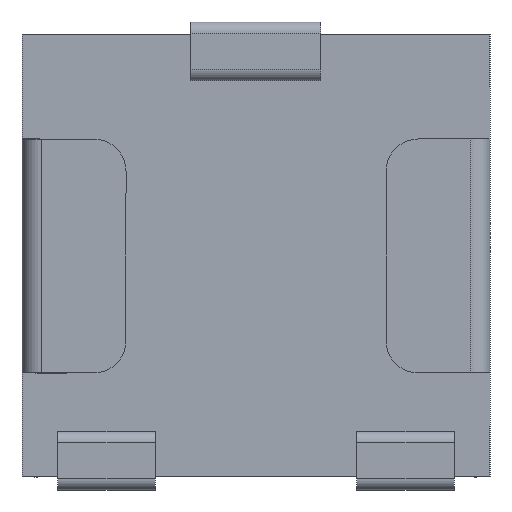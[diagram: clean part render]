
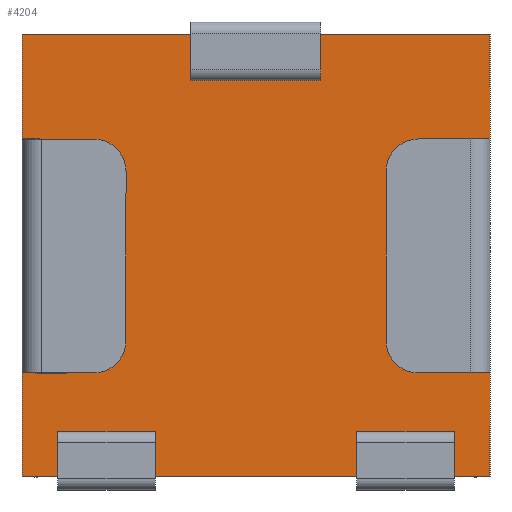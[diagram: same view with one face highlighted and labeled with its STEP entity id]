
A CAD part, front view. The second image highlights one B-rep face of the part: STEP entity #4204.
In plain terms, the highlighted planar face has unit normal (0, -1, 0).
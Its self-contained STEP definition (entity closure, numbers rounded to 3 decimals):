
#34 = LINE ( 'NONE', #3599, #2372 ) ;
#64 = VECTOR ( 'NONE', #974, 1000. ) ;
#71 = DIRECTION ( 'NONE',  ( 0., 0., 1. ) ) ;
#102 = EDGE_CURVE ( 'NONE', #259, #4045, #3407, .T. ) ;
#134 = CIRCLE ( 'NONE', #4383, 0.25 ) ;
#146 = VECTOR ( 'NONE', #3847, 1000. ) ;
#259 = VERTEX_POINT ( 'NONE', #2381 ) ;
#285 = ORIENTED_EDGE ( 'NONE', *, *, #2433, .T. ) ;
#331 = DIRECTION ( 'NONE',  ( 0., 0., -1. ) ) ;
#346 = VERTEX_POINT ( 'NONE', #555 ) ;
#358 = ORIENTED_EDGE ( 'NONE', *, *, #4372, .F. ) ;
#461 = ORIENTED_EDGE ( 'NONE', *, *, #3130, .F. ) ;
#476 = VERTEX_POINT ( 'NONE', #4445 ) ;
#477 = CARTESIAN_POINT ( 'NONE',  ( -1.8, 0.1, -0.9 ) ) ;
#555 = CARTESIAN_POINT ( 'NONE',  ( 1.8, 0.1, 1.7 ) ) ;
#557 = DIRECTION ( 'NONE',  ( 0., 0., 1. ) ) ;
#586 = CARTESIAN_POINT ( 'NONE',  ( 1.25, 0.1, 0.65 ) ) ;
#587 = ORIENTED_EDGE ( 'NONE', *, *, #4205, .T. ) ;
#637 = CIRCLE ( 'NONE', #1549, 0.25 ) ;
#666 = DIRECTION ( 'NONE',  ( 0., 1., 0. ) ) ;
#737 = CARTESIAN_POINT ( 'NONE',  ( -1.8, 0.1, 1.7 ) ) ;
#756 = CARTESIAN_POINT ( 'NONE',  ( -1.8, 0.1, 1.7 ) ) ;
#785 = VECTOR ( 'NONE', #1186, 1000. ) ;
#840 = EDGE_CURVE ( 'NONE', #3456, #4699, #849, .T. ) ;
#849 = LINE ( 'NONE', #4241, #64 ) ;
#852 = DIRECTION ( 'NONE',  ( -1., 0., 0. ) ) ;
#860 = VERTEX_POINT ( 'NONE', #3908 ) ;
#956 = LINE ( 'NONE', #3639, #1060 ) ;
#974 = DIRECTION ( 'NONE',  ( 0., 0., 1. ) ) ;
#989 = VECTOR ( 'NONE', #3966, 1000. ) ;
#1059 = EDGE_CURVE ( 'NONE', #4045, #860, #2516, .T. ) ;
#1060 = VECTOR ( 'NONE', #331, 1000. ) ;
#1108 = CARTESIAN_POINT ( 'NONE',  ( 1., 0.1, -0.65 ) ) ;
#1140 = VERTEX_POINT ( 'NONE', #1174 ) ;
#1174 = CARTESIAN_POINT ( 'NONE',  ( -1., 0.1, -0.65 ) ) ;
#1186 = DIRECTION ( 'NONE',  ( 0., 0., -1. ) ) ;
#1280 = LINE ( 'NONE', #3296, #3176 ) ;
#1298 = ORIENTED_EDGE ( 'NONE', *, *, #2239, .T. ) ;
#1305 = CARTESIAN_POINT ( 'NONE',  ( 1.7, 0.1, 0.9 ) ) ;
#1358 = LINE ( 'NONE', #2395, #3196 ) ;
#1405 = EDGE_CURVE ( 'NONE', #3420, #476, #134, .T. ) ;
#1444 = DIRECTION ( 'NONE',  ( -1., 0., 0. ) ) ;
#1469 = AXIS2_PLACEMENT_3D ( 'NONE', #1612, #4095, #2679 ) ;
#1513 = LINE ( 'NONE', #3950, #989 ) ;
#1525 = VERTEX_POINT ( 'NONE', #2190 ) ;
#1549 = AXIS2_PLACEMENT_3D ( 'NONE', #4493, #2305, #71 ) ;
#1612 = CARTESIAN_POINT ( 'NONE',  ( 1.25, 0.1, -0.65 ) ) ;
#1628 = ORIENTED_EDGE ( 'NONE', *, *, #840, .T. ) ;
#1669 = CARTESIAN_POINT ( 'NONE',  ( 1.8, 0.1, 0.9 ) ) ;
#1679 = LINE ( 'NONE', #1305, #146 ) ;
#1710 = LINE ( 'NONE', #3140, #4166 ) ;
#1740 = ORIENTED_EDGE ( 'NONE', *, *, #2973, .T. ) ;
#1802 = VECTOR ( 'NONE', #1444, 1000. ) ;
#1884 = DIRECTION ( 'NONE',  ( -1., 0., 0. ) ) ;
#1892 = DIRECTION ( 'NONE',  ( 1., 0., 0. ) ) ;
#1911 = VERTEX_POINT ( 'NONE', #3963 ) ;
#2020 = ORIENTED_EDGE ( 'NONE', *, *, #102, .T. ) ;
#2047 = EDGE_LOOP ( 'NONE', ( #4597, #2726, #3565, #4219, #3826, #285, #1740, #1298, #461, #2054, #358, #4534, #2020, #2124, #587, #1628 ) ) ;
#2054 = ORIENTED_EDGE ( 'NONE', *, *, #3421, .F. ) ;
#2124 = ORIENTED_EDGE ( 'NONE', *, *, #1059, .T. ) ;
#2190 = CARTESIAN_POINT ( 'NONE',  ( -1.25, 0.1, 0.9 ) ) ;
#2203 = LINE ( 'NONE', #4443, #4037 ) ;
#2239 = EDGE_CURVE ( 'NONE', #2370, #4105, #956, .T. ) ;
#2282 = VERTEX_POINT ( 'NONE', #1108 ) ;
#2305 = DIRECTION ( 'NONE',  ( 0., -1., 0. ) ) ;
#2370 = VERTEX_POINT ( 'NONE', #737 ) ;
#2372 = VECTOR ( 'NONE', #2828, 1000. ) ;
#2381 = CARTESIAN_POINT ( 'NONE',  ( -1.25, 0.1, -0.9 ) ) ;
#2395 = CARTESIAN_POINT ( 'NONE',  ( -1.8, 0.1, 1.7 ) ) ;
#2402 = CARTESIAN_POINT ( 'NONE',  ( -1.25, 0.1, -0.65 ) ) ;
#2419 = CARTESIAN_POINT ( 'NONE',  ( 1.8, 0.1, -0.9 ) ) ;
#2426 = CARTESIAN_POINT ( 'NONE',  ( 1.8, 0.1, -1.7 ) ) ;
#2427 = AXIS2_PLACEMENT_3D ( 'NONE', #4661, #666, #2455 ) ;
#2433 = EDGE_CURVE ( 'NONE', #4189, #346, #1710, .T. ) ;
#2444 = DIRECTION ( 'NONE',  ( 0., 0., -1. ) ) ;
#2455 = DIRECTION ( 'NONE',  ( 0., 0., 1. ) ) ;
#2516 = LINE ( 'NONE', #756, #785 ) ;
#2679 = DIRECTION ( 'NONE',  ( 0., 0., 1. ) ) ;
#2726 = ORIENTED_EDGE ( 'NONE', *, *, #3354, .F. ) ;
#2828 = DIRECTION ( 'NONE',  ( 0., 0., -1. ) ) ;
#2845 = VECTOR ( 'NONE', #1884, 1000. ) ;
#2943 = CARTESIAN_POINT ( 'NONE',  ( -1.7, 0.1, -0.9 ) ) ;
#2946 = FACE_OUTER_BOUND ( 'NONE', #2047, .T. ) ;
#2957 = CIRCLE ( 'NONE', #1469, 0.25 ) ;
#2973 = EDGE_CURVE ( 'NONE', #346, #2370, #1358, .T. ) ;
#3015 = CARTESIAN_POINT ( 'NONE',  ( 1.25, 0.1, 0.9 ) ) ;
#3130 = EDGE_CURVE ( 'NONE', #1525, #4105, #3136, .T. ) ;
#3136 = LINE ( 'NONE', #3253, #1802 ) ;
#3140 = CARTESIAN_POINT ( 'NONE',  ( 1.8, 0.1, 1.7 ) ) ;
#3176 = VECTOR ( 'NONE', #4739, 1000. ) ;
#3196 = VECTOR ( 'NONE', #852, 1000. ) ;
#3218 = PLANE ( 'NONE',  #2427 ) ;
#3225 = EDGE_CURVE ( 'NONE', #3969, #4699, #2203, .T. ) ;
#3253 = CARTESIAN_POINT ( 'NONE',  ( -1.7, 0.1, 0.9 ) ) ;
#3296 = CARTESIAN_POINT ( 'NONE',  ( -1., 0.1, 0.65 ) ) ;
#3354 = EDGE_CURVE ( 'NONE', #2282, #3969, #2957, .T. ) ;
#3407 = LINE ( 'NONE', #2943, #2845 ) ;
#3420 = VERTEX_POINT ( 'NONE', #3015 ) ;
#3421 = EDGE_CURVE ( 'NONE', #1911, #1525, #637, .T. ) ;
#3446 = DIRECTION ( 'NONE',  ( 0., -1., 0. ) ) ;
#3456 = VERTEX_POINT ( 'NONE', #2426 ) ;
#3565 = ORIENTED_EDGE ( 'NONE', *, *, #4231, .F. ) ;
#3599 = CARTESIAN_POINT ( 'NONE',  ( 1., 0.1, 0.65 ) ) ;
#3639 = CARTESIAN_POINT ( 'NONE',  ( -1.8, 0.1, 1.7 ) ) ;
#3826 = ORIENTED_EDGE ( 'NONE', *, *, #4741, .T. ) ;
#3847 = DIRECTION ( 'NONE',  ( 1., 0., 0. ) ) ;
#3873 = CARTESIAN_POINT ( 'NONE',  ( -1.8, 0.1, 0.9 ) ) ;
#3899 = DIRECTION ( 'NONE',  ( 0., 0., -1. ) ) ;
#3908 = CARTESIAN_POINT ( 'NONE',  ( -1.8, 0.1, -1.7 ) ) ;
#3950 = CARTESIAN_POINT ( 'NONE',  ( -1.8, 0.1, -1.7 ) ) ;
#3963 = CARTESIAN_POINT ( 'NONE',  ( -1., 0.1, 0.65 ) ) ;
#3966 = DIRECTION ( 'NONE',  ( 1., 0., 0. ) ) ;
#3969 = VERTEX_POINT ( 'NONE', #4113 ) ;
#4037 = VECTOR ( 'NONE', #1892, 1000. ) ;
#4045 = VERTEX_POINT ( 'NONE', #477 ) ;
#4095 = DIRECTION ( 'NONE',  ( 0., -1., 0. ) ) ;
#4105 = VERTEX_POINT ( 'NONE', #3873 ) ;
#4113 = CARTESIAN_POINT ( 'NONE',  ( 1.25, 0.1, -0.9 ) ) ;
#4166 = VECTOR ( 'NONE', #557, 1000. ) ;
#4189 = VERTEX_POINT ( 'NONE', #1669 ) ;
#4204 = ADVANCED_FACE ( 'NONE', ( #2946 ), #3218, .F. ) ;
#4205 = EDGE_CURVE ( 'NONE', #860, #3456, #1513, .T. ) ;
#4219 = ORIENTED_EDGE ( 'NONE', *, *, #1405, .F. ) ;
#4231 = EDGE_CURVE ( 'NONE', #476, #2282, #34, .T. ) ;
#4241 = CARTESIAN_POINT ( 'NONE',  ( 1.8, 0.1, 1.7 ) ) ;
#4372 = EDGE_CURVE ( 'NONE', #1140, #1911, #1280, .T. ) ;
#4383 = AXIS2_PLACEMENT_3D ( 'NONE', #586, #3446, #2444 ) ;
#4443 = CARTESIAN_POINT ( 'NONE',  ( 1.7, 0.1, -0.9 ) ) ;
#4445 = CARTESIAN_POINT ( 'NONE',  ( 1., 0.1, 0.65 ) ) ;
#4493 = CARTESIAN_POINT ( 'NONE',  ( -1.25, 0.1, 0.65 ) ) ;
#4533 = AXIS2_PLACEMENT_3D ( 'NONE', #2402, #4620, #3899 ) ;
#4534 = ORIENTED_EDGE ( 'NONE', *, *, #4781, .F. ) ;
#4597 = ORIENTED_EDGE ( 'NONE', *, *, #3225, .F. ) ;
#4620 = DIRECTION ( 'NONE',  ( 0., -1., 0. ) ) ;
#4661 = CARTESIAN_POINT ( 'NONE',  ( 0., 0.1, 0. ) ) ;
#4699 = VERTEX_POINT ( 'NONE', #2419 ) ;
#4739 = DIRECTION ( 'NONE',  ( 0., 0., 1. ) ) ;
#4741 = EDGE_CURVE ( 'NONE', #3420, #4189, #1679, .T. ) ;
#4766 = CIRCLE ( 'NONE', #4533, 0.25 ) ;
#4781 = EDGE_CURVE ( 'NONE', #259, #1140, #4766, .T. ) ;
